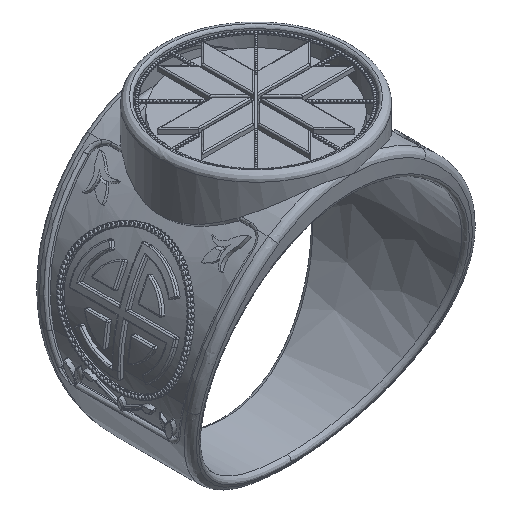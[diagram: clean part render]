
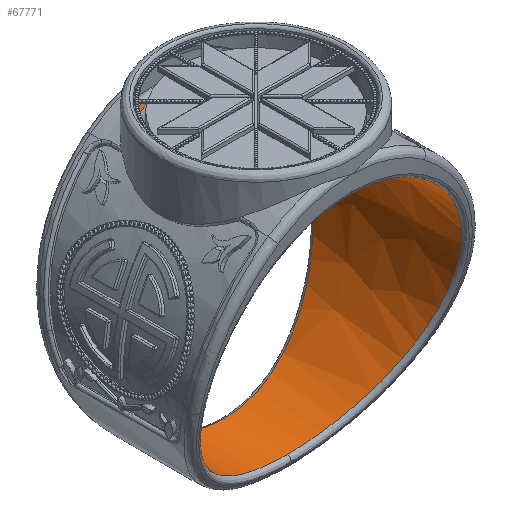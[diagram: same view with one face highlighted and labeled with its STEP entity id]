
A CAD part, isometric view. The second image highlights one B-rep face of the part: STEP entity #67771.
In plain terms, the highlighted free-form (B-spline) face has degree [2, 1] with [7, 2] control points.
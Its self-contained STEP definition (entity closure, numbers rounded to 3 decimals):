
#67367 = VERTEX_POINT('',#67368);
#67368 = CARTESIAN_POINT('',(0.,-2.035,
    -8.333));
#67381 = EDGE_CURVE('',#67382,#67367,#67384,.T.);
#67382 = VERTEX_POINT('',#67383);
#67383 = CARTESIAN_POINT('',(-0.446,-5.977,
    8.321));
#67384 = B_SPLINE_CURVE_WITH_KNOTS('',3,(#67385,#67386,#67387,#67388,
    #67389,#67390,#67391,#67392,#67393,#67394),.UNSPECIFIED.,.F.,.F.,(4,
    1,1,1,1,1,1,4),(-6.069,-5.683,-5.246,
    -4.809,-4.372,-3.934,-3.497,
    -3.06),.UNSPECIFIED.);
#67385 = CARTESIAN_POINT('',(-0.446,-5.977,
    8.32));
#67386 = CARTESIAN_POINT('',(-1.562,-5.976,
    8.26));
#67387 = CARTESIAN_POINT('',(-3.915,-5.958,
    7.65));
#67388 = CARTESIAN_POINT('',(-6.818,-5.809,
    5.285));
#67389 = CARTESIAN_POINT('',(-8.434,-5.317,
    1.768));
#67390 = CARTESIAN_POINT('',(-8.363,-4.425,
    -2.026));
#67391 = CARTESIAN_POINT('',(-6.72,-3.309,
    -5.369));
#67392 = CARTESIAN_POINT('',(-3.79,-2.316,
    -7.739));
#67393 = CARTESIAN_POINT('',(-1.266,-2.035,
    -8.333));
#67394 = CARTESIAN_POINT('',(0.,-2.035,
    -8.333));
#67498 = EDGE_CURVE('',#67499,#67382,#67501,.T.);
#67499 = VERTEX_POINT('',#67500);
#67500 = CARTESIAN_POINT('',(-5.403,0.,
    6.343));
#67501 = B_SPLINE_CURVE_WITH_KNOTS('',3,(#67502,#67503,#67504,#67505,
    #67506,#67507,#67508),.UNSPECIFIED.,.F.,.F.,(4,1,1,1,4),(
    -3.796,-3.525,-3.254,-2.983,
    -2.895),.UNSPECIFIED.);
#67502 = CARTESIAN_POINT('',(-5.403,0.,
    6.343));
#67503 = CARTESIAN_POINT('',(-5.403,-0.927,
    6.343));
#67504 = CARTESIAN_POINT('',(-4.999,-2.745,
    6.709));
#67505 = CARTESIAN_POINT('',(-3.514,-4.802,
    7.652));
#67506 = CARTESIAN_POINT('',(-1.806,-5.761,
    8.195));
#67507 = CARTESIAN_POINT('',(-0.714,-5.952,
    8.306));
#67508 = CARTESIAN_POINT('',(-0.446,-5.977,
    8.321));
#67592 = EDGE_CURVE('',#67593,#67499,#67595,.T.);
#67593 = VERTEX_POINT('',#67594);
#67594 = CARTESIAN_POINT('',(-0.446,5.977,
    8.321));
#67595 = B_SPLINE_CURVE_WITH_KNOTS('',3,(#67596,#67597,#67598,#67599,
    #67600,#67601,#67602),.UNSPECIFIED.,.F.,.F.,(4,1,1,1,4),(
    -0.901,-0.678,-0.407,-0.271,0.),
  .UNSPECIFIED.);
#67596 = CARTESIAN_POINT('',(-0.446,5.976,
    8.32));
#67597 = CARTESIAN_POINT('',(-1.128,5.912,
    8.282));
#67598 = CARTESIAN_POINT('',(-2.602,5.448,
    8.01));
#67599 = CARTESIAN_POINT('',(-4.042,4.138,
    7.324));
#67600 = CARTESIAN_POINT('',(-5.103,2.294,
    6.614));
#67601 = CARTESIAN_POINT('',(-5.403,0.927,
    6.343));
#67602 = CARTESIAN_POINT('',(-5.403,0.,
    6.343));
#67662 = VERTEX_POINT('',#67663);
#67663 = CARTESIAN_POINT('',(0.,2.035,
    -8.333));
#67698 = EDGE_CURVE('',#67662,#67593,#67699,.T.);
#67699 = B_SPLINE_CURVE_WITH_KNOTS('',3,(#67700,#67701,#67702,#67703,
    #67704,#67705,#67706,#67707,#67708,#67709),.UNSPECIFIED.,.F.,.F.,(4,
    1,1,1,1,1,1,4),(-3.06,-2.623,-2.186,
    -1.749,-1.311,-0.874,-0.437,
    -0.051),.UNSPECIFIED.);
#67700 = CARTESIAN_POINT('',(0.,2.035,
    -8.333));
#67701 = CARTESIAN_POINT('',(-1.266,2.035,
    -8.333));
#67702 = CARTESIAN_POINT('',(-3.789,2.316,
    -7.738));
#67703 = CARTESIAN_POINT('',(-6.721,3.31,
    -5.369));
#67704 = CARTESIAN_POINT('',(-8.363,4.424,
    -2.026));
#67705 = CARTESIAN_POINT('',(-8.436,5.318,
    1.768));
#67706 = CARTESIAN_POINT('',(-6.817,5.808,
    5.284));
#67707 = CARTESIAN_POINT('',(-3.916,5.958,
    7.65));
#67708 = CARTESIAN_POINT('',(-1.562,5.976,
    8.26));
#67709 = CARTESIAN_POINT('',(-0.446,5.977,
    8.32));
#67771 = ADVANCED_FACE('',(#67772),#67830,.F.);
#67772 = FACE_BOUND('',#67773,.F.);
#67773 = EDGE_LOOP('',(#67774,#67775,#67776,#67777,#67778,#67793,#67805,
    #67817));
#67774 = ORIENTED_EDGE('',*,*,#67381,.F.);
#67775 = ORIENTED_EDGE('',*,*,#67498,.F.);
#67776 = ORIENTED_EDGE('',*,*,#67592,.F.);
#67777 = ORIENTED_EDGE('',*,*,#67698,.F.);
#67778 = ORIENTED_EDGE('',*,*,#67779,.T.);
#67779 = EDGE_CURVE('',#67662,#67780,#67782,.T.);
#67780 = VERTEX_POINT('',#67781);
#67781 = CARTESIAN_POINT('',(0.446,5.977,
    8.321));
#67782 = B_SPLINE_CURVE_WITH_KNOTS('',3,(#67783,#67784,#67785,#67786,
    #67787,#67788,#67789,#67790,#67791,#67792),.UNSPECIFIED.,.F.,.F.,(4,
    1,1,1,1,1,1,4),(-3.06,-2.623,-2.186,
    -1.749,-1.311,-0.874,-0.437,
    -0.051),.UNSPECIFIED.);
#67783 = CARTESIAN_POINT('',(0.,2.035,
    -8.333));
#67784 = CARTESIAN_POINT('',(1.266,2.035,
    -8.333));
#67785 = CARTESIAN_POINT('',(3.789,2.316,
    -7.738));
#67786 = CARTESIAN_POINT('',(6.721,3.31,
    -5.369));
#67787 = CARTESIAN_POINT('',(8.363,4.424,
    -2.026));
#67788 = CARTESIAN_POINT('',(8.436,5.318,
    1.768));
#67789 = CARTESIAN_POINT('',(6.817,5.808,
    5.284));
#67790 = CARTESIAN_POINT('',(3.916,5.958,
    7.65));
#67791 = CARTESIAN_POINT('',(1.562,5.976,
    8.26));
#67792 = CARTESIAN_POINT('',(0.446,5.977,
    8.32));
#67793 = ORIENTED_EDGE('',*,*,#67794,.T.);
#67794 = EDGE_CURVE('',#67780,#67795,#67797,.T.);
#67795 = VERTEX_POINT('',#67796);
#67796 = CARTESIAN_POINT('',(5.403,0.,
    6.343));
#67797 = B_SPLINE_CURVE_WITH_KNOTS('',3,(#67798,#67799,#67800,#67801,
    #67802,#67803,#67804),.UNSPECIFIED.,.F.,.F.,(4,1,1,1,4),(
    -0.901,-0.678,-0.407,-0.271,0.),
  .UNSPECIFIED.);
#67798 = CARTESIAN_POINT('',(0.446,5.976,8.32
    ));
#67799 = CARTESIAN_POINT('',(1.128,5.912,
    8.282));
#67800 = CARTESIAN_POINT('',(2.602,5.448,8.01
    ));
#67801 = CARTESIAN_POINT('',(4.042,4.138,
    7.324));
#67802 = CARTESIAN_POINT('',(5.103,2.294,
    6.614));
#67803 = CARTESIAN_POINT('',(5.403,0.927,
    6.343));
#67804 = CARTESIAN_POINT('',(5.403,0.,
    6.343));
#67805 = ORIENTED_EDGE('',*,*,#67806,.T.);
#67806 = EDGE_CURVE('',#67795,#67807,#67809,.T.);
#67807 = VERTEX_POINT('',#67808);
#67808 = CARTESIAN_POINT('',(0.446,-5.977,
    8.321));
#67809 = B_SPLINE_CURVE_WITH_KNOTS('',3,(#67810,#67811,#67812,#67813,
    #67814,#67815,#67816),.UNSPECIFIED.,.F.,.F.,(4,1,1,1,4),(
    -3.796,-3.525,-3.254,-2.983,
    -2.895),.UNSPECIFIED.);
#67810 = CARTESIAN_POINT('',(5.403,0.,
    6.343));
#67811 = CARTESIAN_POINT('',(5.403,-0.927,
    6.343));
#67812 = CARTESIAN_POINT('',(4.999,-2.745,
    6.709));
#67813 = CARTESIAN_POINT('',(3.514,-4.802,
    7.652));
#67814 = CARTESIAN_POINT('',(1.806,-5.761,
    8.195));
#67815 = CARTESIAN_POINT('',(0.714,-5.952,
    8.306));
#67816 = CARTESIAN_POINT('',(0.446,-5.977,
    8.321));
#67817 = ORIENTED_EDGE('',*,*,#67818,.T.);
#67818 = EDGE_CURVE('',#67807,#67367,#67819,.T.);
#67819 = B_SPLINE_CURVE_WITH_KNOTS('',3,(#67820,#67821,#67822,#67823,
    #67824,#67825,#67826,#67827,#67828,#67829),.UNSPECIFIED.,.F.,.F.,(4,
    1,1,1,1,1,1,4),(-6.069,-5.683,-5.246,
    -4.809,-4.372,-3.934,-3.497,
    -3.06),.UNSPECIFIED.);
#67820 = CARTESIAN_POINT('',(0.446,-5.977,8.32
    ));
#67821 = CARTESIAN_POINT('',(1.562,-5.976,
    8.26));
#67822 = CARTESIAN_POINT('',(3.915,-5.958,
    7.65));
#67823 = CARTESIAN_POINT('',(6.818,-5.809,
    5.285));
#67824 = CARTESIAN_POINT('',(8.434,-5.317,
    1.768));
#67825 = CARTESIAN_POINT('',(8.363,-4.425,
    -2.026));
#67826 = CARTESIAN_POINT('',(6.72,-3.309,
    -5.369));
#67827 = CARTESIAN_POINT('',(3.79,-2.316,
    -7.739));
#67828 = CARTESIAN_POINT('',(1.266,-2.035,
    -8.333));
#67829 = CARTESIAN_POINT('',(0.,-2.035,
    -8.333));
#67830 = ( BOUNDED_SURFACE() B_SPLINE_SURFACE(2,1,(
    (#67831,#67832)
    ,(#67833,#67834)
    ,(#67835,#67836)
    ,(#67837,#67838)
    ,(#67839,#67840)
    ,(#67841,#67842)
    ,(#67843,#67844
)),.UNSPECIFIED.,.F.,.F.,.F.) B_SPLINE_SURFACE_WITH_KNOTS((3,2,2,3),(2,2
    ),(3.195,5.254,7.313,9.371),(
    -7.173,7.173),.PIECEWISE_BEZIER_KNOTS.) 
GEOMETRIC_REPRESENTATION_ITEM() RATIONAL_B_SPLINE_SURFACE((
    (1.,1.)
    ,(0.515,0.515)
    ,(1.,1.)
    ,(0.515,0.515)
    ,(1.,1.)
    ,(0.515,0.515)
,(1.,1.))) REPRESENTATION_ITEM('') SURFACE() );
#67831 = CARTESIAN_POINT('',(0.446,-5.977,
    8.321));
#67832 = CARTESIAN_POINT('',(0.446,5.977,
    8.321));
#67833 = CARTESIAN_POINT('',(14.281,-5.977,
    7.579));
#67834 = CARTESIAN_POINT('',(14.281,5.977,
    7.579));
#67835 = CARTESIAN_POINT('',(7.141,-5.977,
    -4.294));
#67836 = CARTESIAN_POINT('',(7.141,5.977,
    -4.294));
#67837 = CARTESIAN_POINT('',(0.,-5.977,
    -16.168));
#67838 = CARTESIAN_POINT('',(0.,5.977,
    -16.168));
#67839 = CARTESIAN_POINT('',(-7.141,-5.977,
    -4.294));
#67840 = CARTESIAN_POINT('',(-7.141,5.977,
    -4.294));
#67841 = CARTESIAN_POINT('',(-14.281,-5.977,
    7.579));
#67842 = CARTESIAN_POINT('',(-14.281,5.977,
    7.579));
#67843 = CARTESIAN_POINT('',(-0.446,-5.977,
    8.321));
#67844 = CARTESIAN_POINT('',(-0.446,5.977,
    8.321));
